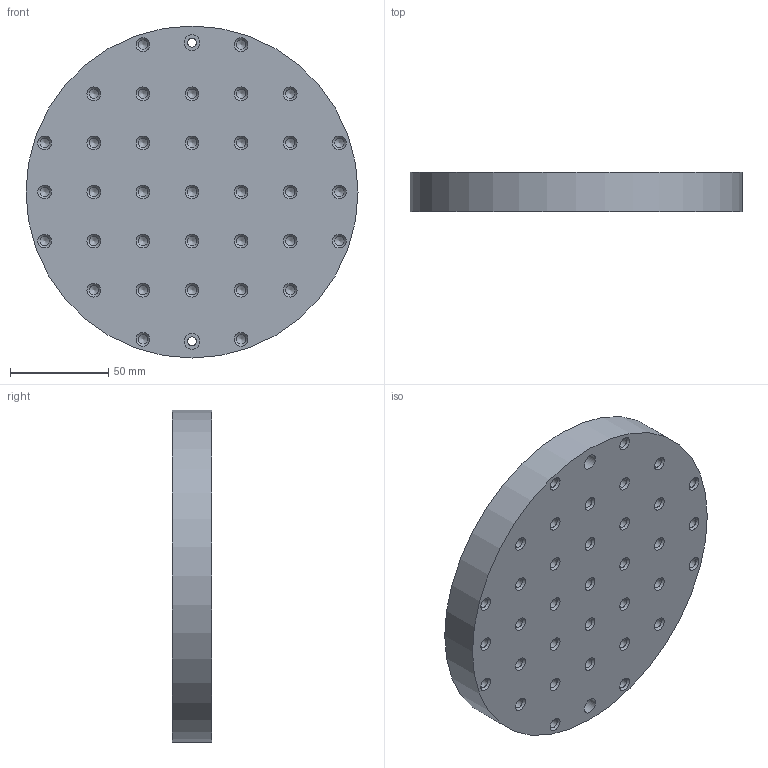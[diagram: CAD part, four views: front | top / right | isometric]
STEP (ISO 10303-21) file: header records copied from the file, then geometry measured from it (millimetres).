
FILE_DESCRIPTION(/* description */ (''),/* implementation_level */ '2;1');
FILE_NAME(/* name */ 'substrate plate With Lots of holes.stp',/* time_stamp */ '2025-08-05T12:34:05-04:00',/* author */ ('mayhe'),/* organization */ (''),/* preprocessor_version */ 'ST-DEVELOPER v20',/* originating_system */ 'Autodesk Inventor 2025',/* authorisation */ '');
FILE_SCHEMA (('AUTOMOTIVE_DESIGN { 1 0 10303 214 3 1 1 }'));
Length unit declared in the file: millimetre
Products named in the file (1): substrate plate With Lots of holes
Bounding box: 169 x 20 x 169 mm (x, y, z)
Volume: 436543.5 mm3; surface area: 64187.9 mm2
Topology: 1 solids, 1 shells, 114 faces, 260 edges, 150 vertices
Faces by surface type: cone 70, cylinder 40, plane 4
Full cylindrical faces by diameter (mm): 4.5 x2, 4.917 x35, 8 x2, 169 x1
Entity records: 3035 total; most frequent: DIRECTION 570, CARTESIAN_POINT 490, ORIENTED_EDGE 450, AXIS2_PLACEMENT_3D 230, EDGE_CURVE 225, EDGE_LOOP 155, VERTEX_POINT 150, CIRCLE 115
